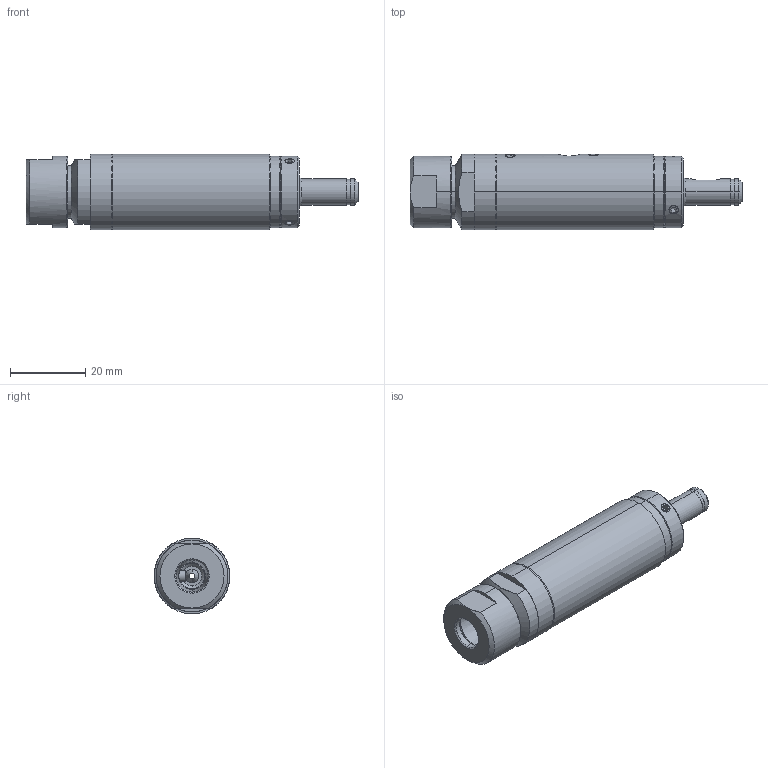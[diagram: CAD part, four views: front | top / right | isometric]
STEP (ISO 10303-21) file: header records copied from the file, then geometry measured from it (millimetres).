
FILE_DESCRIPTION((''),'2;1');
FILE_NAME('GE1051.stp','2014-01-27T10:26:43',('PGM-BE'),(''),'Autodesk Inventor 2012','Autodesk Inventor 2012','');
FILE_SCHEMA(('AUTOMOTIVE_DESIGN { 1 0 10303 214 1 1 1 1 }'));
Length unit declared in the file: metre
Products named in the file (1): GE1051
Bounding box: 88 x 20.1 x 20.1 mm (x, y, z)
Surface area: 7529.1 mm2 (no closed solid volume)
Topology: 0 solids, 166 shells, 166 faces, 794 edges, 794 vertices
Faces by surface type: plane 71, cylinder 45, cone 32, bspline 16, sphere 2
Entity records: 13758 total; most frequent: CARTESIAN_POINT 6622, DIRECTION 1217, VERTEX_POINT 794, EDGE_CURVE 794, ORIENTED_EDGE 794, VECTOR 417, LINE 417, AXIS2_PLACEMENT_3D 400
